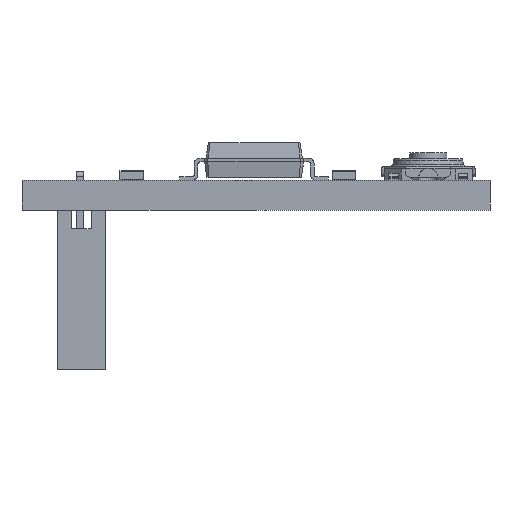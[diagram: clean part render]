
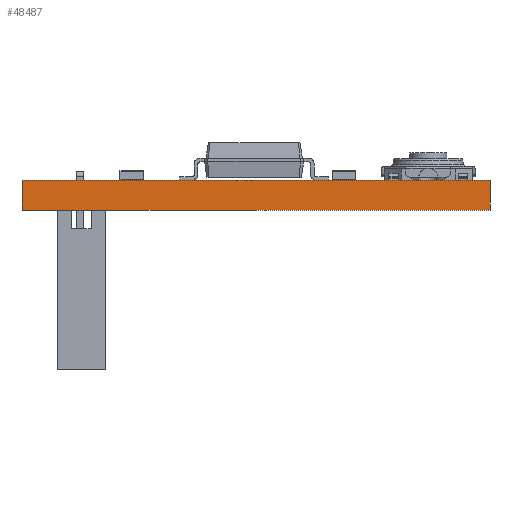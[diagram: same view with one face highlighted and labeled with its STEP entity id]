
A CAD part, left-side view. The second image highlights one B-rep face of the part: STEP entity #48487.
In plain terms, the highlighted planar face has unit normal (-1, 0, 0).
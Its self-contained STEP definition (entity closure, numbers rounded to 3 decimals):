
#48371 = EDGE_CURVE('',#48372,#48374,#48376,.T.);
#48372 = VERTEX_POINT('',#48373);
#48373 = CARTESIAN_POINT('',(-12.5,12.5,0.));
#48374 = VERTEX_POINT('',#48375);
#48375 = CARTESIAN_POINT('',(-12.5,12.5,1.6));
#48376 = SURFACE_CURVE('',#48377,(#48381,#48393),.PCURVE_S1.);
#48377 = LINE('',#48378,#48379);
#48378 = CARTESIAN_POINT('',(-12.5,12.5,0.));
#48379 = VECTOR('',#48380,1.);
#48380 = DIRECTION('',(0.,0.,1.));
#48381 = PCURVE('',#48382,#48387);
#48382 = PLANE('',#48383);
#48383 = AXIS2_PLACEMENT_3D('',#48384,#48385,#48386);
#48384 = CARTESIAN_POINT('',(-12.5,12.5,0.));
#48385 = DIRECTION('',(0.,1.,0.));
#48386 = DIRECTION('',(1.,0.,0.));
#48387 = DEFINITIONAL_REPRESENTATION('',(#48388),#48392);
#48388 = LINE('',#48389,#48390);
#48389 = CARTESIAN_POINT('',(0.,0.));
#48390 = VECTOR('',#48391,1.);
#48391 = DIRECTION('',(0.,-1.));
#48392 = ( GEOMETRIC_REPRESENTATION_CONTEXT(2) 
PARAMETRIC_REPRESENTATION_CONTEXT() REPRESENTATION_CONTEXT('2D SPACE',''
  ) );
#48393 = PCURVE('',#48394,#48399);
#48394 = PLANE('',#48395);
#48395 = AXIS2_PLACEMENT_3D('',#48396,#48397,#48398);
#48396 = CARTESIAN_POINT('',(-12.5,-12.5,0.));
#48397 = DIRECTION('',(-1.,0.,0.));
#48398 = DIRECTION('',(0.,1.,0.));
#48399 = DEFINITIONAL_REPRESENTATION('',(#48400),#48404);
#48400 = LINE('',#48401,#48402);
#48401 = CARTESIAN_POINT('',(25.,0.));
#48402 = VECTOR('',#48403,1.);
#48403 = DIRECTION('',(0.,-1.));
#48404 = ( GEOMETRIC_REPRESENTATION_CONTEXT(2) 
PARAMETRIC_REPRESENTATION_CONTEXT() REPRESENTATION_CONTEXT('2D SPACE',''
  ) );
#48422 = PLANE('',#48423);
#48423 = AXIS2_PLACEMENT_3D('',#48424,#48425,#48426);
#48424 = CARTESIAN_POINT('',(0.,0.,1.6));
#48425 = DIRECTION('',(-0.,-0.,-1.));
#48426 = DIRECTION('',(-1.,0.,0.));
#48476 = PLANE('',#48477);
#48477 = AXIS2_PLACEMENT_3D('',#48478,#48479,#48480);
#48478 = CARTESIAN_POINT('',(0.,0.,0.));
#48479 = DIRECTION('',(-0.,-0.,-1.));
#48480 = DIRECTION('',(-1.,0.,0.));
#48487 = ADVANCED_FACE('',(#48488),#48394,.T.);
#48488 = FACE_BOUND('',#48489,.T.);
#48489 = EDGE_LOOP('',(#48490,#48520,#48541,#48542));
#48490 = ORIENTED_EDGE('',*,*,#48491,.T.);
#48491 = EDGE_CURVE('',#48492,#48494,#48496,.T.);
#48492 = VERTEX_POINT('',#48493);
#48493 = CARTESIAN_POINT('',(-12.5,-12.5,0.));
#48494 = VERTEX_POINT('',#48495);
#48495 = CARTESIAN_POINT('',(-12.5,-12.5,1.6));
#48496 = SURFACE_CURVE('',#48497,(#48501,#48508),.PCURVE_S1.);
#48497 = LINE('',#48498,#48499);
#48498 = CARTESIAN_POINT('',(-12.5,-12.5,0.));
#48499 = VECTOR('',#48500,1.);
#48500 = DIRECTION('',(0.,0.,1.));
#48501 = PCURVE('',#48394,#48502);
#48502 = DEFINITIONAL_REPRESENTATION('',(#48503),#48507);
#48503 = LINE('',#48504,#48505);
#48504 = CARTESIAN_POINT('',(0.,0.));
#48505 = VECTOR('',#48506,1.);
#48506 = DIRECTION('',(0.,-1.));
#48507 = ( GEOMETRIC_REPRESENTATION_CONTEXT(2) 
PARAMETRIC_REPRESENTATION_CONTEXT() REPRESENTATION_CONTEXT('2D SPACE',''
  ) );
#48508 = PCURVE('',#48509,#48514);
#48509 = PLANE('',#48510);
#48510 = AXIS2_PLACEMENT_3D('',#48511,#48512,#48513);
#48511 = CARTESIAN_POINT('',(12.5,-12.5,0.));
#48512 = DIRECTION('',(0.,-1.,0.));
#48513 = DIRECTION('',(-1.,0.,0.));
#48514 = DEFINITIONAL_REPRESENTATION('',(#48515),#48519);
#48515 = LINE('',#48516,#48517);
#48516 = CARTESIAN_POINT('',(25.,0.));
#48517 = VECTOR('',#48518,1.);
#48518 = DIRECTION('',(0.,-1.));
#48519 = ( GEOMETRIC_REPRESENTATION_CONTEXT(2) 
PARAMETRIC_REPRESENTATION_CONTEXT() REPRESENTATION_CONTEXT('2D SPACE',''
  ) );
#48520 = ORIENTED_EDGE('',*,*,#48521,.T.);
#48521 = EDGE_CURVE('',#48494,#48374,#48522,.T.);
#48522 = SURFACE_CURVE('',#48523,(#48527,#48534),.PCURVE_S1.);
#48523 = LINE('',#48524,#48525);
#48524 = CARTESIAN_POINT('',(-12.5,-12.5,1.6));
#48525 = VECTOR('',#48526,1.);
#48526 = DIRECTION('',(0.,1.,0.));
#48527 = PCURVE('',#48394,#48528);
#48528 = DEFINITIONAL_REPRESENTATION('',(#48529),#48533);
#48529 = LINE('',#48530,#48531);
#48530 = CARTESIAN_POINT('',(0.,-1.6));
#48531 = VECTOR('',#48532,1.);
#48532 = DIRECTION('',(1.,0.));
#48533 = ( GEOMETRIC_REPRESENTATION_CONTEXT(2) 
PARAMETRIC_REPRESENTATION_CONTEXT() REPRESENTATION_CONTEXT('2D SPACE',''
  ) );
#48534 = PCURVE('',#48422,#48535);
#48535 = DEFINITIONAL_REPRESENTATION('',(#48536),#48540);
#48536 = LINE('',#48537,#48538);
#48537 = CARTESIAN_POINT('',(12.5,-12.5));
#48538 = VECTOR('',#48539,1.);
#48539 = DIRECTION('',(0.,1.));
#48540 = ( GEOMETRIC_REPRESENTATION_CONTEXT(2) 
PARAMETRIC_REPRESENTATION_CONTEXT() REPRESENTATION_CONTEXT('2D SPACE',''
  ) );
#48541 = ORIENTED_EDGE('',*,*,#48371,.F.);
#48542 = ORIENTED_EDGE('',*,*,#48543,.F.);
#48543 = EDGE_CURVE('',#48492,#48372,#48544,.T.);
#48544 = SURFACE_CURVE('',#48545,(#48549,#48556),.PCURVE_S1.);
#48545 = LINE('',#48546,#48547);
#48546 = CARTESIAN_POINT('',(-12.5,-12.5,0.));
#48547 = VECTOR('',#48548,1.);
#48548 = DIRECTION('',(0.,1.,0.));
#48549 = PCURVE('',#48394,#48550);
#48550 = DEFINITIONAL_REPRESENTATION('',(#48551),#48555);
#48551 = LINE('',#48552,#48553);
#48552 = CARTESIAN_POINT('',(0.,0.));
#48553 = VECTOR('',#48554,1.);
#48554 = DIRECTION('',(1.,0.));
#48555 = ( GEOMETRIC_REPRESENTATION_CONTEXT(2) 
PARAMETRIC_REPRESENTATION_CONTEXT() REPRESENTATION_CONTEXT('2D SPACE',''
  ) );
#48556 = PCURVE('',#48476,#48557);
#48557 = DEFINITIONAL_REPRESENTATION('',(#48558),#48562);
#48558 = LINE('',#48559,#48560);
#48559 = CARTESIAN_POINT('',(12.5,-12.5));
#48560 = VECTOR('',#48561,1.);
#48561 = DIRECTION('',(0.,1.));
#48562 = ( GEOMETRIC_REPRESENTATION_CONTEXT(2) 
PARAMETRIC_REPRESENTATION_CONTEXT() REPRESENTATION_CONTEXT('2D SPACE',''
  ) );
